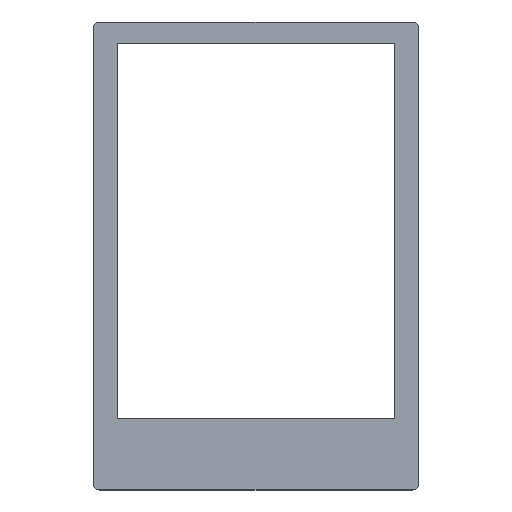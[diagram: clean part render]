
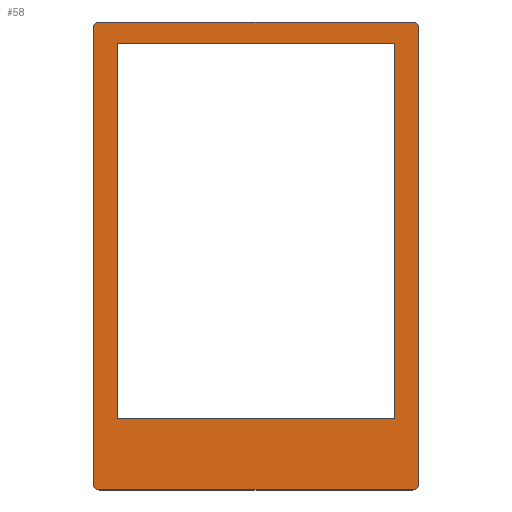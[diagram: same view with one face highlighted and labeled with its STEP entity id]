
A CAD part, top view. The second image highlights one B-rep face of the part: STEP entity #58.
In plain terms, the highlighted planar face has unit normal (0, 0, 1).
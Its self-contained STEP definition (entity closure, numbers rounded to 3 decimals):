
#1 = LINE ( 'NONE', #402, #95 ) ;
#4 = CARTESIAN_POINT ( 'NONE',  ( 0., 0., 1.9 ) ) ;
#6 = DIRECTION ( 'NONE',  ( 1., 0., 0. ) ) ;
#8 = ORIENTED_EDGE ( 'NONE', *, *, #331, .T. ) ;
#9 = ORIENTED_EDGE ( 'NONE', *, *, #409, .T. ) ;
#16 = VERTEX_POINT ( 'NONE', #151 ) ;
#17 = VECTOR ( 'NONE', #341, 1000. ) ;
#18 = AXIS2_PLACEMENT_3D ( 'NONE', #74, #474, #141 ) ;
#25 = CARTESIAN_POINT ( 'NONE',  ( -24.2, -35.2, 1.9 ) ) ;
#29 = VERTEX_POINT ( 'NONE', #103 ) ;
#32 = DIRECTION ( 'NONE',  ( 0., 0., 1. ) ) ;
#36 = FACE_OUTER_BOUND ( 'NONE', #464, .T. ) ;
#39 = CARTESIAN_POINT ( 'NONE',  ( -25.2, -36.2, 1.9 ) ) ;
#41 = CIRCLE ( 'NONE', #213, 1. ) ;
#43 = VERTEX_POINT ( 'NONE', #106 ) ;
#45 = EDGE_CURVE ( 'NONE', #444, #382, #435, .T. ) ;
#51 = VERTEX_POINT ( 'NONE', #223 ) ;
#56 = ORIENTED_EDGE ( 'NONE', *, *, #147, .T. ) ;
#58 = ADVANCED_FACE ( 'NONE', ( #36, #260 ), #332, .T. ) ;
#59 = DIRECTION ( 'NONE',  ( 0., 0., 1. ) ) ;
#66 = LINE ( 'NONE', #198, #17 ) ;
#68 = VECTOR ( 'NONE', #418, 1000. ) ;
#74 = CARTESIAN_POINT ( 'NONE',  ( -24.2, 35.2, 1.9 ) ) ;
#78 = DIRECTION ( 'NONE',  ( 1., 0., 0. ) ) ;
#85 = ORIENTED_EDGE ( 'NONE', *, *, #190, .T. ) ;
#94 = VERTEX_POINT ( 'NONE', #177 ) ;
#95 = VECTOR ( 'NONE', #355, 1000. ) ;
#96 = DIRECTION ( 'NONE',  ( 1., 0., 0. ) ) ;
#100 = VERTEX_POINT ( 'NONE', #333 ) ;
#103 = CARTESIAN_POINT ( 'NONE',  ( 25.2, -35.2, 1.9 ) ) ;
#106 = CARTESIAN_POINT ( 'NONE',  ( -24.2, 36.2, 1.9 ) ) ;
#109 = EDGE_CURVE ( 'NONE', #94, #452, #368, .T. ) ;
#113 = AXIS2_PLACEMENT_3D ( 'NONE', #4, #179, #78 ) ;
#120 = VECTOR ( 'NONE', #258, 1000. ) ;
#122 = ORIENTED_EDGE ( 'NONE', *, *, #134, .T. ) ;
#125 = DIRECTION ( 'NONE',  ( 0., -1., 0. ) ) ;
#126 = ORIENTED_EDGE ( 'NONE', *, *, #348, .F. ) ;
#134 = EDGE_CURVE ( 'NONE', #199, #335, #41, .T. ) ;
#135 = LINE ( 'NONE', #310, #68 ) ;
#141 = DIRECTION ( 'NONE',  ( 1., 0., 0. ) ) ;
#147 = EDGE_CURVE ( 'NONE', #335, #43, #135, .T. ) ;
#151 = CARTESIAN_POINT ( 'NONE',  ( -25.2, -35.2, 1.9 ) ) ;
#155 = EDGE_CURVE ( 'NONE', #16, #94, #354, .T. ) ;
#162 = ORIENTED_EDGE ( 'NONE', *, *, #109, .T. ) ;
#168 = EDGE_LOOP ( 'NONE', ( #346, #279, #277, #126 ) ) ;
#173 = VECTOR ( 'NONE', #6, 1000. ) ;
#174 = CARTESIAN_POINT ( 'NONE',  ( 24.2, 36.2, 1.9 ) ) ;
#175 = ORIENTED_EDGE ( 'NONE', *, *, #207, .T. ) ;
#177 = CARTESIAN_POINT ( 'NONE',  ( -24.2, -36.2, 1.9 ) ) ;
#179 = DIRECTION ( 'NONE',  ( 0., 0., 1. ) ) ;
#190 = EDGE_CURVE ( 'NONE', #51, #16, #350, .T. ) ;
#194 = CARTESIAN_POINT ( 'NONE',  ( 21.5, 32.8, 1.9 ) ) ;
#198 = CARTESIAN_POINT ( 'NONE',  ( -21.5, -25.2, 1.9 ) ) ;
#199 = VERTEX_POINT ( 'NONE', #232 ) ;
#202 = AXIS2_PLACEMENT_3D ( 'NONE', #254, #32, #399 ) ;
#203 = VERTEX_POINT ( 'NONE', #420 ) ;
#205 = LINE ( 'NONE', #338, #322 ) ;
#207 = EDGE_CURVE ( 'NONE', #29, #199, #205, .T. ) ;
#213 = AXIS2_PLACEMENT_3D ( 'NONE', #237, #59, #96 ) ;
#216 = VECTOR ( 'NONE', #125, 1000. ) ;
#218 = LINE ( 'NONE', #401, #120 ) ;
#223 = CARTESIAN_POINT ( 'NONE',  ( -25.2, 35.2, 1.9 ) ) ;
#232 = CARTESIAN_POINT ( 'NONE',  ( 25.2, 35.2, 1.9 ) ) ;
#237 = CARTESIAN_POINT ( 'NONE',  ( 24.2, 35.2, 1.9 ) ) ;
#244 = CARTESIAN_POINT ( 'NONE',  ( -25.2, 36.2, 1.9 ) ) ;
#254 = CARTESIAN_POINT ( 'NONE',  ( 24.2, -35.2, 1.9 ) ) ;
#258 = DIRECTION ( 'NONE',  ( 0., 1., 0. ) ) ;
#260 = FACE_BOUND ( 'NONE', #168, .T. ) ;
#269 = DIRECTION ( 'NONE',  ( 0., 0., 1. ) ) ;
#277 = ORIENTED_EDGE ( 'NONE', *, *, #45, .F. ) ;
#279 = ORIENTED_EDGE ( 'NONE', *, *, #400, .F. ) ;
#286 = CARTESIAN_POINT ( 'NONE',  ( -21.5, 32.8, 1.9 ) ) ;
#296 = AXIS2_PLACEMENT_3D ( 'NONE', #25, #269, #383 ) ;
#307 = DIRECTION ( 'NONE',  ( 0., 1., 0. ) ) ;
#310 = CARTESIAN_POINT ( 'NONE',  ( -25.2, 36.2, 1.9 ) ) ;
#311 = CARTESIAN_POINT ( 'NONE',  ( 24.2, -36.2, 1.9 ) ) ;
#313 = ORIENTED_EDGE ( 'NONE', *, *, #155, .T. ) ;
#320 = VECTOR ( 'NONE', #365, 1000. ) ;
#322 = VECTOR ( 'NONE', #307, 1000. ) ;
#327 = CIRCLE ( 'NONE', #18, 1. ) ;
#331 = EDGE_CURVE ( 'NONE', #452, #29, #370, .T. ) ;
#332 = PLANE ( 'NONE',  #113 ) ;
#333 = CARTESIAN_POINT ( 'NONE',  ( -21.5, -25.2, 1.9 ) ) ;
#335 = VERTEX_POINT ( 'NONE', #174 ) ;
#338 = CARTESIAN_POINT ( 'NONE',  ( 25.2, 36.2, 1.9 ) ) ;
#341 = DIRECTION ( 'NONE',  ( 1., 0., 0. ) ) ;
#346 = ORIENTED_EDGE ( 'NONE', *, *, #466, .F. ) ;
#348 = EDGE_CURVE ( 'NONE', #203, #444, #218, .T. ) ;
#350 = LINE ( 'NONE', #244, #216 ) ;
#352 = CARTESIAN_POINT ( 'NONE',  ( -21.5, 32.8, 1.9 ) ) ;
#354 = CIRCLE ( 'NONE', #296, 1. ) ;
#355 = DIRECTION ( 'NONE',  ( 0., -1., 0. ) ) ;
#365 = DIRECTION ( 'NONE',  ( -1., 0., 0. ) ) ;
#368 = LINE ( 'NONE', #39, #173 ) ;
#370 = CIRCLE ( 'NONE', #202, 1. ) ;
#382 = VERTEX_POINT ( 'NONE', #352 ) ;
#383 = DIRECTION ( 'NONE',  ( 1., 0., 0. ) ) ;
#399 = DIRECTION ( 'NONE',  ( 1., 0., 0. ) ) ;
#400 = EDGE_CURVE ( 'NONE', #382, #100, #1, .T. ) ;
#401 = CARTESIAN_POINT ( 'NONE',  ( 21.5, 32.8, 1.9 ) ) ;
#402 = CARTESIAN_POINT ( 'NONE',  ( -21.5, 32.8, 1.9 ) ) ;
#409 = EDGE_CURVE ( 'NONE', #43, #51, #327, .T. ) ;
#418 = DIRECTION ( 'NONE',  ( -1., 0., 0. ) ) ;
#420 = CARTESIAN_POINT ( 'NONE',  ( 21.5, -25.2, 1.9 ) ) ;
#435 = LINE ( 'NONE', #286, #320 ) ;
#444 = VERTEX_POINT ( 'NONE', #194 ) ;
#452 = VERTEX_POINT ( 'NONE', #311 ) ;
#464 = EDGE_LOOP ( 'NONE', ( #162, #8, #175, #122, #56, #9, #85, #313 ) ) ;
#466 = EDGE_CURVE ( 'NONE', #100, #203, #66, .T. ) ;
#474 = DIRECTION ( 'NONE',  ( 0., 0., 1. ) ) ;
